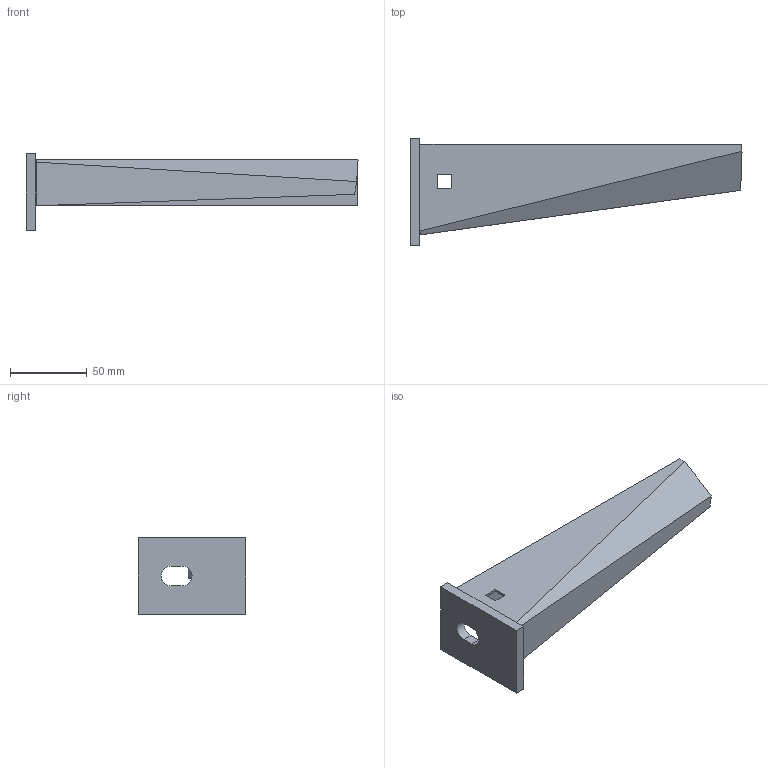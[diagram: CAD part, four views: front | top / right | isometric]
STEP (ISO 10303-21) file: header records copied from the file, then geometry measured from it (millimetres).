
FILE_DESCRIPTION (( 'STEP AP214' ), '1' );
FILE_NAME ('6443311.stp', '2020-09-21T12:07:07', ( '' ), ( '' ), 'SwSTEP 2.0', 'SolidWorks 2020', '' );
FILE_SCHEMA (( 'AUTOMOTIVE_DESIGN' ));
Length unit declared in the file: millimetre
Products named in the file (3): 6443311; KTS 04.020-006_L=70, t=6,5, L.loch=13; 116352_AW 30 21
Assembly tree (2 placements, depth 2):
  6443311
    116352_AW 30 21
    KTS 04.020-006_L=70, t=6,5, L.loch=13
Bounding box: 216.61 x 70 x 50 mm (x, y, z)
Volume: 48427.6 mm3; surface area: 46149.9 mm2
Topology: 2 solids, 2 shells, 53 faces, 148 edges, 99 vertices
Faces by surface type: plane 36, cylinder 12, bspline 5
Entity records: 2165 total; most frequent: CARTESIAN_POINT 446, ORIENTED_EDGE 296, DIRECTION 250, EDGE_CURVE 148, VERTEX_POINT 99, VECTOR 96, LINE 96, AXIS2_PLACEMENT_3D 77
